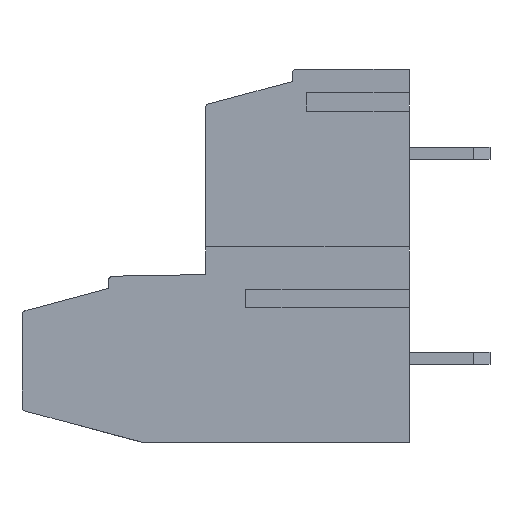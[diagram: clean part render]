
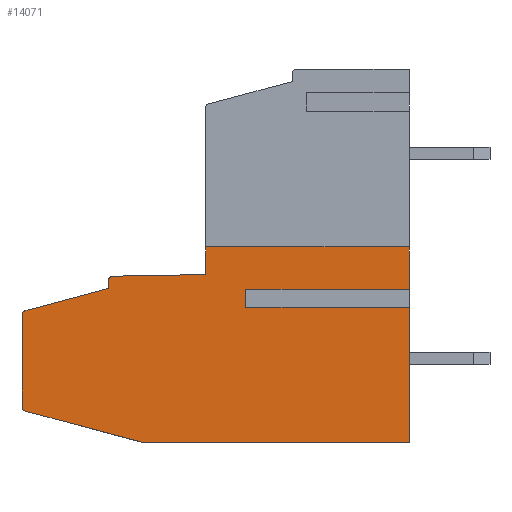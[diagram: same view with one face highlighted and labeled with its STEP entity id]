
A CAD part, left-side view. The second image highlights one B-rep face of the part: STEP entity #14071.
In plain terms, the highlighted planar face has unit normal (-1, 0, 0).
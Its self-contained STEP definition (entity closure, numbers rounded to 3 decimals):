
#157 = DIRECTION ( 'NONE',  ( 0., 0., -1. ) ) ;
#501 = CARTESIAN_POINT ( 'NONE',  ( -2.5, 8.1, 2.7 ) ) ;
#1046 = EDGE_CURVE ( 'NONE', #7138, #16246, #6903, .T. ) ;
#1274 = ORIENTED_EDGE ( 'NONE', *, *, #17894, .T. ) ;
#1774 = LINE ( 'NONE', #20030, #19232 ) ;
#1894 = VERTEX_POINT ( 'NONE', #11451 ) ;
#2440 = DIRECTION ( 'NONE',  ( 0., 0., -1. ) ) ;
#2513 = LINE ( 'NONE', #14058, #7748 ) ;
#2666 = CARTESIAN_POINT ( 'NONE',  ( -2.5, 19., 2.151 ) ) ;
#2925 = CARTESIAN_POINT ( 'NONE',  ( -2.5, 14.9, 3.86 ) ) ;
#3076 = VERTEX_POINT ( 'NONE', #14831 ) ;
#4110 = ORIENTED_EDGE ( 'NONE', *, *, #16169, .T. ) ;
#4172 = EDGE_CURVE ( 'NONE', #1894, #29154, #16196, .T. ) ;
#4369 = DIRECTION ( 'NONE',  ( 0., 0., 1. ) ) ;
#4661 = DIRECTION ( 'NONE',  ( 0., -1., 0. ) ) ;
#4750 = LINE ( 'NONE', #23283, #5534 ) ;
#4751 = LINE ( 'NONE', #11726, #11049 ) ;
#4923 = ORIENTED_EDGE ( 'NONE', *, *, #23872, .F. ) ;
#5011 = ORIENTED_EDGE ( 'NONE', *, *, #4172, .T. ) ;
#5534 = VECTOR ( 'NONE', #157, 1000. ) ;
#5634 = VERTEX_POINT ( 'NONE', #11618 ) ;
#5869 = ORIENTED_EDGE ( 'NONE', *, *, #10143, .T. ) ;
#5916 = FACE_OUTER_BOUND ( 'NONE', #23281, .T. ) ;
#6421 = CARTESIAN_POINT ( 'NONE',  ( -2.5, 0., -4.19 ) ) ;
#6746 = EDGE_CURVE ( 'NONE', #17593, #14110, #25404, .T. ) ;
#6768 = DIRECTION ( 'NONE',  ( 0., -1., 0. ) ) ;
#6819 = VERTEX_POINT ( 'NONE', #2925 ) ;
#6903 = CIRCLE ( 'NONE', #14657, 0.2 ) ;
#6944 = CARTESIAN_POINT ( 'NONE',  ( -2.5, 14.703, 4.06 ) ) ;
#7138 = VERTEX_POINT ( 'NONE', #28834 ) ;
#7631 = CARTESIAN_POINT ( 'NONE',  ( -2.5, 19.2, 2.151 ) ) ;
#7725 = DIRECTION ( 'NONE',  ( 0., -1., 0. ) ) ;
#7748 = VECTOR ( 'NONE', #6768, 1000. ) ;
#9057 = VERTEX_POINT ( 'NONE', #9336 ) ;
#9087 = DIRECTION ( 'NONE',  ( 0., 0., -1. ) ) ;
#9318 = CARTESIAN_POINT ( 'NONE',  ( -2.5, 19.052, -2.622 ) ) ;
#9336 = CARTESIAN_POINT ( 'NONE',  ( -2.5, 8.1, 3.236 ) ) ;
#9594 = EDGE_CURVE ( 'NONE', #21647, #6819, #27160, .T. ) ;
#9620 = DIRECTION ( 'NONE',  ( 0., 0., 1. ) ) ;
#10052 = ORIENTED_EDGE ( 'NONE', *, *, #16223, .F. ) ;
#10143 = EDGE_CURVE ( 'NONE', #18688, #30013, #1774, .T. ) ;
#10547 = DIRECTION ( 'NONE',  ( 0., 0.966, 0.259 ) ) ;
#10572 = ORIENTED_EDGE ( 'NONE', *, *, #1046, .T. ) ;
#11049 = VECTOR ( 'NONE', #21025, 1000. ) ;
#11116 = EDGE_CURVE ( 'NONE', #3076, #30013, #21865, .T. ) ;
#11451 = CARTESIAN_POINT ( 'NONE',  ( -2.5, 19.2, -2.429 ) ) ;
#11564 = ORIENTED_EDGE ( 'NONE', *, *, #27717, .F. ) ;
#11618 = CARTESIAN_POINT ( 'NONE',  ( -2.5, 0., 2.7 ) ) ;
#11684 = CARTESIAN_POINT ( 'NONE',  ( -2.5, 19.2, -4.19 ) ) ;
#11726 = CARTESIAN_POINT ( 'NONE',  ( -2.5, 19.2, 2.304 ) ) ;
#11919 = DIRECTION ( 'NONE',  ( -1., 0., 0. ) ) ;
#12105 = CARTESIAN_POINT ( 'NONE',  ( -2.5, 8.1, 2.7 ) ) ;
#12316 = CARTESIAN_POINT ( 'NONE',  ( -2.5, 0., 5.51 ) ) ;
#12364 = CARTESIAN_POINT ( 'NONE',  ( -2.5, 13.2, -4.19 ) ) ;
#13586 = EDGE_CURVE ( 'NONE', #21795, #5634, #19101, .T. ) ;
#13667 = LINE ( 'NONE', #11684, #27134 ) ;
#13730 = DIRECTION ( 'NONE',  ( -1., 0., 0. ) ) ;
#13943 = DIRECTION ( 'NONE',  ( 1., 0., 0. ) ) ;
#14058 = CARTESIAN_POINT ( 'NONE',  ( -2.5, 8.1, 3.236 ) ) ;
#14071 = ADVANCED_FACE ( 'NONE', ( #5916 ), #15183, .F. ) ;
#14110 = VERTEX_POINT ( 'NONE', #18056 ) ;
#14480 = VECTOR ( 'NONE', #10547, 1000. ) ;
#14657 = AXIS2_PLACEMENT_3D ( 'NONE', #2666, #11919, #18638 ) ;
#14831 = CARTESIAN_POINT ( 'NONE',  ( -2.5, 10.1, 5.51 ) ) ;
#14861 = VECTOR ( 'NONE', #25044, 1000. ) ;
#14980 = VECTOR ( 'NONE', #9620, 1000. ) ;
#15183 = PLANE ( 'NONE',  #20210 ) ;
#15473 = ORIENTED_EDGE ( 'NONE', *, *, #22761, .T. ) ;
#15806 = VERTEX_POINT ( 'NONE', #28454 ) ;
#16169 = EDGE_CURVE ( 'NONE', #15806, #5634, #27228, .T. ) ;
#16196 = CIRCLE ( 'NONE', #22983, 0.2 ) ;
#16223 = EDGE_CURVE ( 'NONE', #7138, #21647, #4751, .T. ) ;
#16246 = VERTEX_POINT ( 'NONE', #7631 ) ;
#16688 = ORIENTED_EDGE ( 'NONE', *, *, #13586, .F. ) ;
#17393 = CARTESIAN_POINT ( 'NONE',  ( -2.5, 14.9, 3.456 ) ) ;
#17593 = VERTEX_POINT ( 'NONE', #6944 ) ;
#17894 = EDGE_CURVE ( 'NONE', #9057, #18688, #2513, .T. ) ;
#18053 = CARTESIAN_POINT ( 'NONE',  ( -2.5, 14.9, 3.456 ) ) ;
#18056 = CARTESIAN_POINT ( 'NONE',  ( -2.5, 10.1, 4.14 ) ) ;
#18638 = DIRECTION ( 'NONE',  ( 0., 0., -1. ) ) ;
#18688 = VERTEX_POINT ( 'NONE', #18951 ) ;
#18730 = LINE ( 'NONE', #29782, #14861 ) ;
#18748 = VECTOR ( 'NONE', #4661, 1000. ) ;
#18951 = CARTESIAN_POINT ( 'NONE',  ( -2.5, 0., 3.236 ) ) ;
#19101 = LINE ( 'NONE', #12105, #18748 ) ;
#19160 = ORIENTED_EDGE ( 'NONE', *, *, #9594, .F. ) ;
#19179 = LINE ( 'NONE', #28416, #19192 ) ;
#19192 = VECTOR ( 'NONE', #26159, 1000. ) ;
#19232 = VECTOR ( 'NONE', #19889, 1000. ) ;
#19523 = LINE ( 'NONE', #24212, #14480 ) ;
#19784 = CIRCLE ( 'NONE', #24116, 0.2 ) ;
#19889 = DIRECTION ( 'NONE',  ( 0., 0., 1. ) ) ;
#20030 = CARTESIAN_POINT ( 'NONE',  ( -2.5, 0., -4.19 ) ) ;
#20210 = AXIS2_PLACEMENT_3D ( 'NONE', #29129, #13943, #9087 ) ;
#20381 = DIRECTION ( 'NONE',  ( 0., 0., 1. ) ) ;
#21025 = DIRECTION ( 'NONE',  ( 0., -0.966, 0.259 ) ) ;
#21078 = ORIENTED_EDGE ( 'NONE', *, *, #23299, .T. ) ;
#21273 = ORIENTED_EDGE ( 'NONE', *, *, #11116, .F. ) ;
#21586 = ORIENTED_EDGE ( 'NONE', *, *, #25376, .F. ) ;
#21647 = VERTEX_POINT ( 'NONE', #17393 ) ;
#21795 = VERTEX_POINT ( 'NONE', #501 ) ;
#21865 = LINE ( 'NONE', #23659, #29832 ) ;
#22761 = EDGE_CURVE ( 'NONE', #24445, #15806, #18730, .T. ) ;
#22983 = AXIS2_PLACEMENT_3D ( 'NONE', #29956, #13730, #23438 ) ;
#23281 = EDGE_LOOP ( 'NONE', ( #25772, #21078, #19160, #10052, #10572, #21586, #5011, #4923, #15473, #4110, #16688, #11564, #1274, #5869, #21273, #28229 ) ) ;
#23283 = CARTESIAN_POINT ( 'NONE',  ( -2.5, 8.1, 3.236 ) ) ;
#23299 = EDGE_CURVE ( 'NONE', #17593, #6819, #19784, .T. ) ;
#23438 = DIRECTION ( 'NONE',  ( 0., 0., -1. ) ) ;
#23659 = CARTESIAN_POINT ( 'NONE',  ( -2.5, 19.2, 5.51 ) ) ;
#23872 = EDGE_CURVE ( 'NONE', #24445, #29154, #19523, .T. ) ;
#24116 = AXIS2_PLACEMENT_3D ( 'NONE', #25518, #27656, #2440 ) ;
#24212 = CARTESIAN_POINT ( 'NONE',  ( -2.5, 13.2, -4.19 ) ) ;
#24445 = VERTEX_POINT ( 'NONE', #12364 ) ;
#25044 = DIRECTION ( 'NONE',  ( 0., -1., 0. ) ) ;
#25376 = EDGE_CURVE ( 'NONE', #1894, #16246, #13667, .T. ) ;
#25404 = LINE ( 'NONE', #28281, #30007 ) ;
#25518 = CARTESIAN_POINT ( 'NONE',  ( -2.5, 14.7, 3.86 ) ) ;
#25772 = ORIENTED_EDGE ( 'NONE', *, *, #6746, .F. ) ;
#26159 = DIRECTION ( 'NONE',  ( 0., 0., 1. ) ) ;
#27134 = VECTOR ( 'NONE', #20381, 1000. ) ;
#27160 = LINE ( 'NONE', #18053, #28520 ) ;
#27228 = LINE ( 'NONE', #6421, #14980 ) ;
#27656 = DIRECTION ( 'NONE',  ( -1., 0., 0. ) ) ;
#27717 = EDGE_CURVE ( 'NONE', #9057, #21795, #4750, .T. ) ;
#28146 = DIRECTION ( 'NONE',  ( 0., -1., 0.017 ) ) ;
#28229 = ORIENTED_EDGE ( 'NONE', *, *, #29949, .F. ) ;
#28281 = CARTESIAN_POINT ( 'NONE',  ( -2.5, 14.9, 4.056 ) ) ;
#28416 = CARTESIAN_POINT ( 'NONE',  ( -2.5, 10.1, 4.14 ) ) ;
#28454 = CARTESIAN_POINT ( 'NONE',  ( -2.5, 0., -4.19 ) ) ;
#28520 = VECTOR ( 'NONE', #4369, 1000. ) ;
#28834 = CARTESIAN_POINT ( 'NONE',  ( -2.5, 19.052, 2.344 ) ) ;
#29129 = CARTESIAN_POINT ( 'NONE',  ( -2.5, 19.2, -4.19 ) ) ;
#29154 = VERTEX_POINT ( 'NONE', #9318 ) ;
#29782 = CARTESIAN_POINT ( 'NONE',  ( -2.5, 19.2, -4.19 ) ) ;
#29832 = VECTOR ( 'NONE', #7725, 1000. ) ;
#29949 = EDGE_CURVE ( 'NONE', #14110, #3076, #19179, .T. ) ;
#29956 = CARTESIAN_POINT ( 'NONE',  ( -2.5, 19., -2.429 ) ) ;
#30007 = VECTOR ( 'NONE', #28146, 1000. ) ;
#30013 = VERTEX_POINT ( 'NONE', #12316 ) ;
